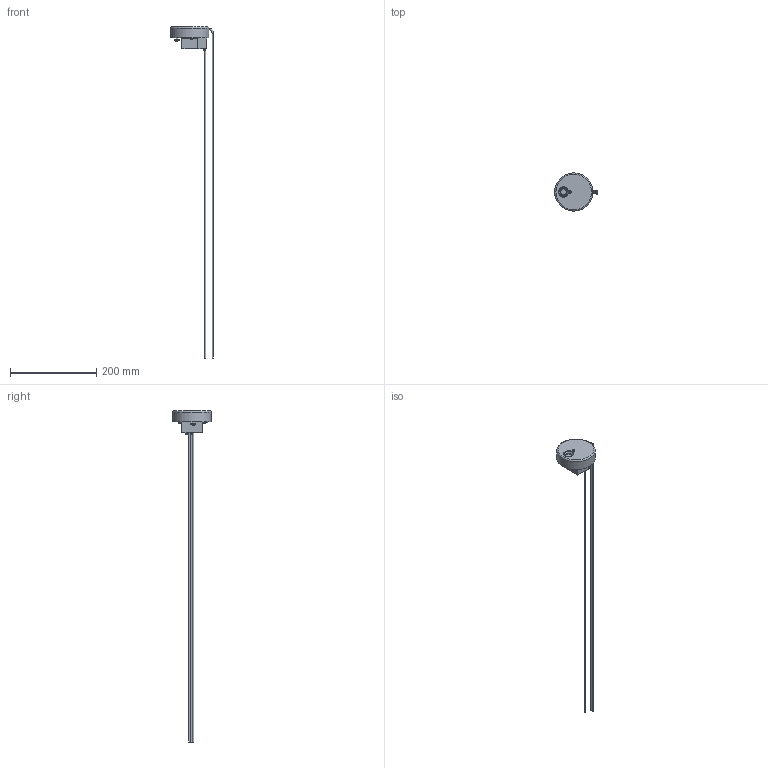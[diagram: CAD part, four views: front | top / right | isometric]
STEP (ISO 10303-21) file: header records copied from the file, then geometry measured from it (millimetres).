
FILE_DESCRIPTION(/* description */ (''),/* implementation_level */ '2;1');
FILE_NAME(/* name */ 'SK-SW-750-446-G1_1.stp',/* time_stamp */ '2021-01-27T16:07:05-05:00',/* author */ (''),/* organization */ (''),/* preprocessor_version */ 'ST-DEVELOPER v16',/* originating_system */ 'SIEMENS PLM Software NX 10.0',/* authorisation */ '');
FILE_SCHEMA (('AUTOMOTIVE_DESIGN { 1 0 10303 214 3 1 1 1 }'));
Length unit declared in the file: millimetre
Products named in the file (1): SK-SW-750-446-G1_1
Bounding box: 99.31 x 88.9 x 771.46 mm (x, y, z)
Volume: 223423.5 mm3; surface area: 67208.4 mm2
Topology: 2 solids, 2 shells, 157 faces, 355 edges, 230 vertices
Faces by surface type: plane 70, cylinder 43, cone 29, torus 15
Full cylindrical faces by diameter (mm): 0.965 x1, 2.032 x1, 2.184 x1, 2.261 x6, 2.286 x1, 2.769 x2, 3.175 x2, 3.222 x1, 3.251 x1, 3.759 x1, 4.137 x1, 4.648 x4, 4.953 x1, 5.08 x4, 6.35 x1, 9.742 x1, 10.758 x1, 13.97 x1, 23.825 x1, 88.9 x1
Entity records: 4150 total; most frequent: CARTESIAN_POINT 912, DIRECTION 681, ORIENTED_EDGE 528, AXIS2_PLACEMENT_3D 277, EDGE_CURVE 264, EDGE_LOOP 256, VERTEX_POINT 214, FACE_BOUND 198
